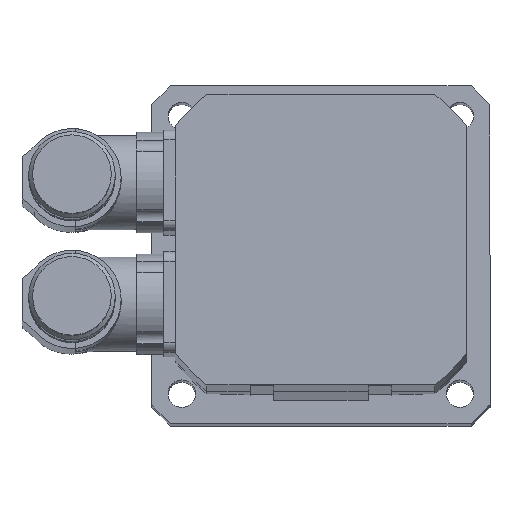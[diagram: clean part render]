
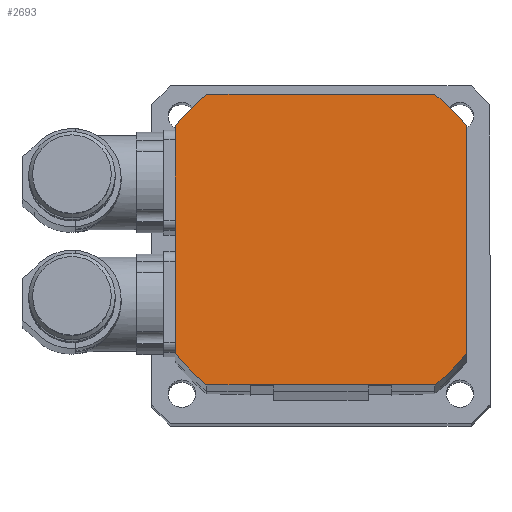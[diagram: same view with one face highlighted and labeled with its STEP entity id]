
A CAD part, left-side view. The second image highlights one B-rep face of the part: STEP entity #2693.
In plain terms, the highlighted face is planar.
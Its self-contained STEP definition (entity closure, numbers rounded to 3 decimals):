
#213=PLANE('',#2878);
#297=CIRCLE('',#2869,47.);
#298=CIRCLE('',#2872,47.);
#303=CIRCLE('',#2879,47.);
#304=CIRCLE('',#2880,47.);
#499=VECTOR('',#3329,1.);
#513=VECTOR('',#3348,1.);
#514=VECTOR('',#3360,1.);
#515=VECTOR('',#3363,1.);
#702=LINE('',#4738,#499);
#716=LINE('',#4775,#513);
#717=LINE('',#4831,#514);
#718=LINE('',#4835,#515);
#923=VERTEX_POINT('',#4731);
#924=VERTEX_POINT('',#4733);
#925=VERTEX_POINT('',#4737);
#926=VERTEX_POINT('',#4741);
#933=VERTEX_POINT('',#4774);
#938=VERTEX_POINT('',#4830);
#939=VERTEX_POINT('',#4832);
#940=VERTEX_POINT('',#4834);
#1265=EDGE_CURVE('',#924,#923,#297,.T.);
#1268=EDGE_CURVE('',#923,#925,#702,.T.);
#1270=EDGE_CURVE('',#925,#926,#298,.T.);
#1283=EDGE_CURVE('',#926,#933,#716,.T.);
#1288=EDGE_CURVE('',#933,#938,#303,.T.);
#1289=EDGE_CURVE('',#938,#939,#717,.T.);
#1290=EDGE_CURVE('',#939,#940,#304,.T.);
#1291=EDGE_CURVE('',#940,#924,#718,.T.);
#1836=ORIENTED_EDGE('',*,*,#1270,.T.);
#1837=ORIENTED_EDGE('',*,*,#1283,.T.);
#1838=ORIENTED_EDGE('',*,*,#1288,.T.);
#1839=ORIENTED_EDGE('',*,*,#1289,.T.);
#1840=ORIENTED_EDGE('',*,*,#1290,.T.);
#1841=ORIENTED_EDGE('',*,*,#1291,.T.);
#1842=ORIENTED_EDGE('',*,*,#1265,.T.);
#1843=ORIENTED_EDGE('',*,*,#1268,.T.);
#2303=EDGE_LOOP('',(#1836,#1837,#1838,#1839,#1840,#1841,#1842,#1843));
#2511=FACE_BOUND('',#2303,.T.);
#2693=ADVANCED_FACE('',(#2511),#213,.T.);
#2869=AXIS2_PLACEMENT_3D('',#4732,#3324,#3325);
#2872=AXIS2_PLACEMENT_3D('',#4742,#3333,#3334);
#2878=AXIS2_PLACEMENT_3D('',#4828,#3357,$);
#2879=AXIS2_PLACEMENT_3D('',#4829,#3358,#3359);
#2880=AXIS2_PLACEMENT_3D('',#4833,#3361,#3362);
#3324=DIRECTION('',(0.,0.,-1.));
#3325=DIRECTION('',(-47.,0.,0.));
#3329=DIRECTION('',(-1.,0.,0.));
#3333=DIRECTION('',(0.,0.,-1.));
#3334=DIRECTION('',(-47.,0.,0.));
#3348=DIRECTION('',(0.,1.,0.));
#3357=DIRECTION('',(0.,0.,-1.));
#3358=DIRECTION('',(0.,0.,-1.));
#3359=DIRECTION('',(-47.,0.,0.));
#3360=DIRECTION('',(1.,0.,0.));
#3361=DIRECTION('',(0.,0.,-1.));
#3362=DIRECTION('',(-47.,0.,0.));
#3363=DIRECTION('',(0.,-1.,0.));
#4731=CARTESIAN_POINT('',(28.983,-37.,0.));
#4732=CARTESIAN_POINT('',(0.,0.,0.));
#4733=CARTESIAN_POINT('',(37.,-28.983,0.));
#4737=CARTESIAN_POINT('',(-28.983,-37.,0.));
#4738=CARTESIAN_POINT('',(28.983,-37.,0.));
#4741=CARTESIAN_POINT('',(-37.,-28.983,0.));
#4742=CARTESIAN_POINT('',(0.,0.,0.));
#4774=CARTESIAN_POINT('',(-37.,28.983,0.));
#4775=CARTESIAN_POINT('',(-37.,-28.983,0.));
#4828=CARTESIAN_POINT('',(0.,0.,0.));
#4829=CARTESIAN_POINT('',(0.,0.,0.));
#4830=CARTESIAN_POINT('',(-28.983,37.,0.));
#4831=CARTESIAN_POINT('',(-28.983,37.,0.));
#4832=CARTESIAN_POINT('',(28.983,37.,0.));
#4833=CARTESIAN_POINT('',(0.,0.,0.));
#4834=CARTESIAN_POINT('',(37.,28.983,0.));
#4835=CARTESIAN_POINT('',(37.,28.983,0.));
